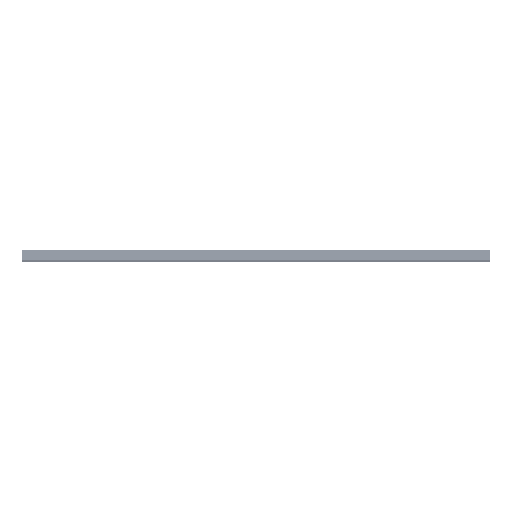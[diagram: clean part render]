
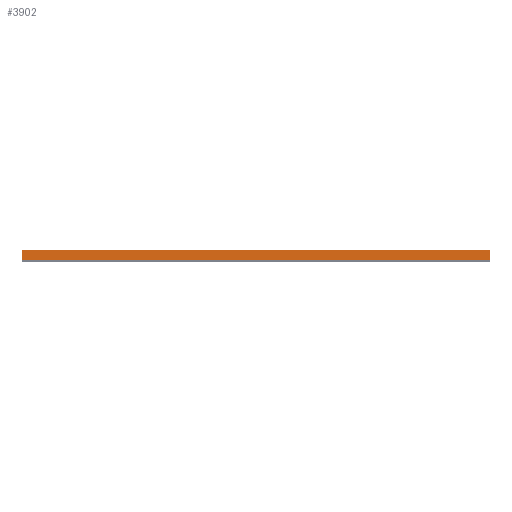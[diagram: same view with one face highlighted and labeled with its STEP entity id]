
A CAD part, top view. The second image highlights one B-rep face of the part: STEP entity #3902.
In plain terms, the highlighted planar face has unit normal (0, 0, 1).
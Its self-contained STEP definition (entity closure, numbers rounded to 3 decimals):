
#943 = EDGE_CURVE ( 'NONE', #5882, #27290, #18000, .T. ) ;
#1551 = VECTOR ( 'NONE', #10502, 1000. ) ;
#2867 = VECTOR ( 'NONE', #20667, 1000. ) ;
#3398 = DIRECTION ( 'NONE',  ( -1., 0., 0. ) ) ;
#3539 = DIRECTION ( 'NONE',  ( 0., 0., -1. ) ) ;
#3902 = ADVANCED_FACE ( 'NONE', ( #7242 ), #16361, .F. ) ;
#5155 = CARTESIAN_POINT ( 'NONE',  ( -300., 0., 450. ) ) ;
#5348 = VECTOR ( 'NONE', #15313, 1000. ) ;
#5882 = VERTEX_POINT ( 'NONE', #15517 ) ;
#7242 = FACE_OUTER_BOUND ( 'NONE', #18294, .T. ) ;
#7993 = ORIENTED_EDGE ( 'NONE', *, *, #14333, .T. ) ;
#9426 = ORIENTED_EDGE ( 'NONE', *, *, #22623, .F. ) ;
#10132 = VERTEX_POINT ( 'NONE', #23396 ) ;
#10502 = DIRECTION ( 'NONE',  ( 0., 1., 0. ) ) ;
#11352 = EDGE_CURVE ( 'NONE', #28193, #27290, #19341, .T. ) ;
#14333 = EDGE_CURVE ( 'NONE', #10132, #28193, #24649, .T. ) ;
#15155 = CARTESIAN_POINT ( 'NONE',  ( 300., 13., 450. ) ) ;
#15313 = DIRECTION ( 'NONE',  ( 1., 0., 0. ) ) ;
#15348 = VECTOR ( 'NONE', #24783, 1000. ) ;
#15517 = CARTESIAN_POINT ( 'NONE',  ( -300., 13., 450. ) ) ;
#16361 = PLANE ( 'NONE',  #20482 ) ;
#18000 = LINE ( 'NONE', #26386, #5348 ) ;
#18294 = EDGE_LOOP ( 'NONE', ( #27500, #27924, #9426, #7993 ) ) ;
#19341 = LINE ( 'NONE', #21741, #1551 ) ;
#20482 = AXIS2_PLACEMENT_3D ( 'NONE', #27173, #3539, #3398 ) ;
#20667 = DIRECTION ( 'NONE',  ( 1., 0., 0. ) ) ;
#21741 = CARTESIAN_POINT ( 'NONE',  ( 300., 13., 450. ) ) ;
#22498 = CARTESIAN_POINT ( 'NONE',  ( -300., 13., 450. ) ) ;
#22623 = EDGE_CURVE ( 'NONE', #10132, #5882, #24915, .T. ) ;
#23396 = CARTESIAN_POINT ( 'NONE',  ( -300., 0., 450. ) ) ;
#24649 = LINE ( 'NONE', #5155, #2867 ) ;
#24783 = DIRECTION ( 'NONE',  ( 0., 1., 0. ) ) ;
#24915 = LINE ( 'NONE', #22498, #15348 ) ;
#25341 = CARTESIAN_POINT ( 'NONE',  ( 300., 0., 450. ) ) ;
#26386 = CARTESIAN_POINT ( 'NONE',  ( 0., 13., 450. ) ) ;
#27173 = CARTESIAN_POINT ( 'NONE',  ( -300., 13., 450. ) ) ;
#27290 = VERTEX_POINT ( 'NONE', #15155 ) ;
#27500 = ORIENTED_EDGE ( 'NONE', *, *, #11352, .T. ) ;
#27924 = ORIENTED_EDGE ( 'NONE', *, *, #943, .F. ) ;
#28193 = VERTEX_POINT ( 'NONE', #25341 ) ;
